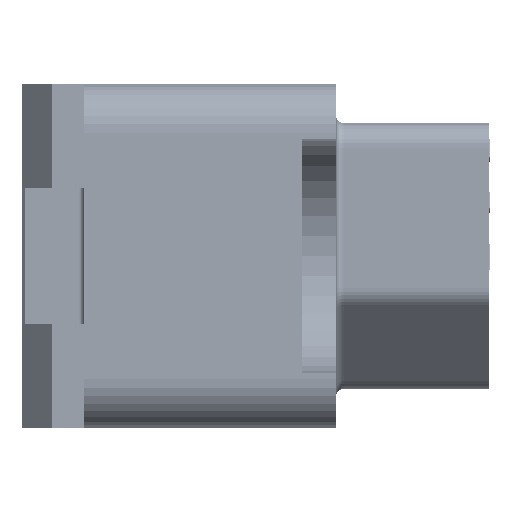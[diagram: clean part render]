
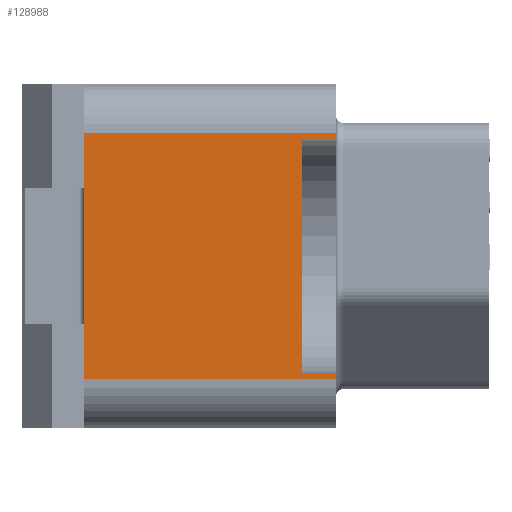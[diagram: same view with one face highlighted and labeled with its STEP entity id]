
A CAD part, left-side view. The second image highlights one B-rep face of the part: STEP entity #128988.
In plain terms, the highlighted planar face has unit normal (-1, 0, 0).
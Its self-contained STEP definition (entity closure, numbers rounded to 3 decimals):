
#425=DIRECTION('',(0.,0.,-1.));
#426=VECTOR('',#425,10.);
#427=CARTESIAN_POINT('',(-40.,10.25,5.));
#428=LINE('',#427,#426);
#528=DIRECTION('',(0.,-1.,0.));
#529=VECTOR('',#528,10.25);
#530=CARTESIAN_POINT('',(-40.,10.25,5.));
#531=LINE('',#530,#529);
#823=DIRECTION('',(0.,1.,0.));
#824=VECTOR('',#823,10.25);
#825=CARTESIAN_POINT('',(-40.,0.,-5.));
#826=LINE('',#825,#824);
#832=DIRECTION('',(0.,0.,1.));
#833=VECTOR('',#832,9.5);
#834=CARTESIAN_POINT('',(-40.,1.4,-4.75));
#835=LINE('',#834,#833);
#836=DIRECTION('',(0.,1.,0.));
#837=VECTOR('',#836,1.4);
#838=CARTESIAN_POINT('',(-40.,0.,-4.75));
#839=LINE('',#838,#837);
#840=DIRECTION('',(0.,0.,-1.));
#841=VECTOR('',#840,0.25);
#842=CARTESIAN_POINT('',(-40.,0.,-4.75));
#843=LINE('',#842,#841);
#844=DIRECTION('',(0.,0.,-1.));
#845=VECTOR('',#844,0.25);
#846=CARTESIAN_POINT('',(-40.,0.,5.));
#847=LINE('',#846,#845);
#848=DIRECTION('',(0.,1.,0.));
#849=VECTOR('',#848,1.4);
#850=CARTESIAN_POINT('',(-40.,0.,4.75));
#851=LINE('',#850,#849);
#109015=CARTESIAN_POINT('',(-40.,0.,5.));
#109016=VERTEX_POINT('',#109015);
#109017=CARTESIAN_POINT('',(-40.,10.25,5.));
#109018=VERTEX_POINT('',#109017);
#109023=CARTESIAN_POINT('',(-40.,10.25,-5.));
#109024=VERTEX_POINT('',#109023);
#109025=CARTESIAN_POINT('',(-40.,0.,-5.));
#109026=VERTEX_POINT('',#109025);
#109043=CARTESIAN_POINT('',(-40.,0.,-4.75));
#109045=VERTEX_POINT('',#109043);
#109049=CARTESIAN_POINT('',(-40.,0.,4.75));
#109050=VERTEX_POINT('',#109049);
#109051=CARTESIAN_POINT('',(-40.,1.4,-4.75));
#109052=CARTESIAN_POINT('',(-40.,1.4,4.75));
#109053=VERTEX_POINT('',#109051);
#109054=VERTEX_POINT('',#109052);
#128970=CARTESIAN_POINT('',(-40.,0.,7.));
#128971=DIRECTION('',(-1.,0.,0.));
#128972=DIRECTION('',(0.,1.,0.));
#128973=AXIS2_PLACEMENT_3D('',#128970,#128971,#128972);
#128974=PLANE('',#128973);
#128976=ORIENTED_EDGE('',*,*,#128975,.F.);
#128978=ORIENTED_EDGE('',*,*,#128977,.F.);
#128979=ORIENTED_EDGE('',*,*,#128543,.T.);
#128980=ORIENTED_EDGE('',*,*,#128964,.T.);
#128981=ORIENTED_EDGE('',*,*,#128438,.F.);
#128982=ORIENTED_EDGE('',*,*,#128520,.T.);
#128983=ORIENTED_EDGE('',*,*,#128551,.T.);
#128985=ORIENTED_EDGE('',*,*,#128984,.T.);
#128986=EDGE_LOOP('',(#128976,#128978,#128979,#128980,#128981,#128982,#128983,
#128985));
#128987=FACE_OUTER_BOUND('',#128986,.F.);
#128988=ADVANCED_FACE('',(#128987),#128974,.T.);
#128438=EDGE_CURVE('',#109018,#109024,#428,.T.);
#128520=EDGE_CURVE('',#109018,#109016,#531,.T.);
#128543=EDGE_CURVE('',#109045,#109026,#843,.T.);
#128551=EDGE_CURVE('',#109016,#109050,#847,.T.);
#128964=EDGE_CURVE('',#109026,#109024,#826,.T.);
#128975=EDGE_CURVE('',#109053,#109054,#835,.T.);
#128977=EDGE_CURVE('',#109045,#109053,#839,.T.);
#128984=EDGE_CURVE('',#109050,#109054,#851,.T.);
